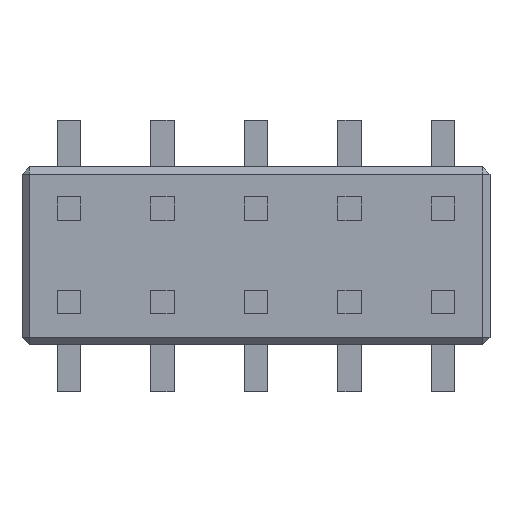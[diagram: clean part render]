
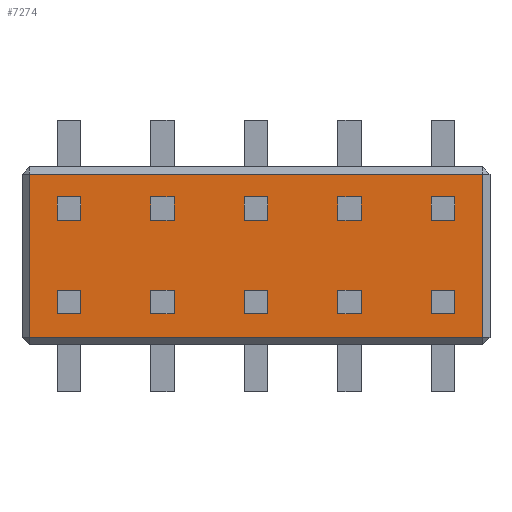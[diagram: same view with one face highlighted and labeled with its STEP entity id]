
A CAD part, top view. The second image highlights one B-rep face of the part: STEP entity #7274.
In plain terms, the highlighted planar face has unit normal (0, 0, 1).
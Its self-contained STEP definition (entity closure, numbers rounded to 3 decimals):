
#6640 = PLANE('',#6641);
#6641 = AXIS2_PLACEMENT_3D('',#6642,#6643,#6644);
#6642 = CARTESIAN_POINT('',(-6.35,2.315,3.71));
#6643 = DIRECTION('',(0.,-0.707,-0.707));
#6644 = DIRECTION('',(1.,0.,0.));
#6877 = VERTEX_POINT('',#6878);
#6878 = CARTESIAN_POINT('',(-6.15,2.215,3.81));
#6901 = VERTEX_POINT('',#6902);
#6902 = CARTESIAN_POINT('',(6.15,2.215,3.81));
#6928 = EDGE_CURVE('',#6877,#6901,#6929,.T.);
#6929 = SURFACE_CURVE('',#6930,(#6934,#6941),.PCURVE_S1.);
#6930 = LINE('',#6931,#6932);
#6931 = CARTESIAN_POINT('',(-6.35,2.215,3.81));
#6932 = VECTOR('',#6933,1.);
#6933 = DIRECTION('',(1.,0.,0.));
#6934 = PCURVE('',#6640,#6935);
#6935 = DEFINITIONAL_REPRESENTATION('',(#6936),#6940);
#6936 = LINE('',#6937,#6938);
#6937 = CARTESIAN_POINT('',(0.,0.141));
#6938 = VECTOR('',#6939,1.);
#6939 = DIRECTION('',(1.,0.));
#6940 = ( GEOMETRIC_REPRESENTATION_CONTEXT(2) 
PARAMETRIC_REPRESENTATION_CONTEXT() REPRESENTATION_CONTEXT('2D SPACE',''
  ) );
#6941 = PCURVE('',#6942,#6947);
#6942 = PLANE('',#6943);
#6943 = AXIS2_PLACEMENT_3D('',#6944,#6945,#6946);
#6944 = CARTESIAN_POINT('',(0.,0.,3.81));
#6945 = DIRECTION('',(-0.,-0.,-1.));
#6946 = DIRECTION('',(-1.,0.,0.));
#6947 = DEFINITIONAL_REPRESENTATION('',(#6948),#6952);
#6948 = LINE('',#6949,#6950);
#6949 = CARTESIAN_POINT('',(6.35,2.215));
#6950 = VECTOR('',#6951,1.);
#6951 = DIRECTION('',(-1.,0.));
#6952 = ( GEOMETRIC_REPRESENTATION_CONTEXT(2) 
PARAMETRIC_REPRESENTATION_CONTEXT() REPRESENTATION_CONTEXT('2D SPACE',''
  ) );
#7079 = PLANE('',#7080);
#7080 = AXIS2_PLACEMENT_3D('',#7081,#7082,#7083);
#7081 = CARTESIAN_POINT('',(-6.25,-2.415,3.71));
#7082 = DIRECTION('',(0.707,0.,-0.707));
#7083 = DIRECTION('',(0.,1.,0.));
#7274 = ADVANCED_FACE('',(#7275),#6942,.F.);
#7275 = FACE_BOUND('',#7276,.F.);
#7276 = EDGE_LOOP('',(#7277,#7278,#7306,#7334));
#7277 = ORIENTED_EDGE('',*,*,#6928,.T.);
#7278 = ORIENTED_EDGE('',*,*,#7279,.T.);
#7279 = EDGE_CURVE('',#6901,#7280,#7282,.T.);
#7280 = VERTEX_POINT('',#7281);
#7281 = CARTESIAN_POINT('',(6.15,-2.215,3.81));
#7282 = SURFACE_CURVE('',#7283,(#7287,#7294),.PCURVE_S1.);
#7283 = LINE('',#7284,#7285);
#7284 = CARTESIAN_POINT('',(6.15,2.415,3.81));
#7285 = VECTOR('',#7286,1.);
#7286 = DIRECTION('',(0.,-1.,0.));
#7287 = PCURVE('',#6942,#7288);
#7288 = DEFINITIONAL_REPRESENTATION('',(#7289),#7293);
#7289 = LINE('',#7290,#7291);
#7290 = CARTESIAN_POINT('',(-6.15,2.415));
#7291 = VECTOR('',#7292,1.);
#7292 = DIRECTION('',(0.,-1.));
#7293 = ( GEOMETRIC_REPRESENTATION_CONTEXT(2) 
PARAMETRIC_REPRESENTATION_CONTEXT() REPRESENTATION_CONTEXT('2D SPACE',''
  ) );
#7294 = PCURVE('',#7295,#7300);
#7295 = PLANE('',#7296);
#7296 = AXIS2_PLACEMENT_3D('',#7297,#7298,#7299);
#7297 = CARTESIAN_POINT('',(6.25,2.415,3.71));
#7298 = DIRECTION('',(-0.707,0.,-0.707));
#7299 = DIRECTION('',(0.,-1.,0.));
#7300 = DEFINITIONAL_REPRESENTATION('',(#7301),#7305);
#7301 = LINE('',#7302,#7303);
#7302 = CARTESIAN_POINT('',(0.,0.141));
#7303 = VECTOR('',#7304,1.);
#7304 = DIRECTION('',(1.,0.));
#7305 = ( GEOMETRIC_REPRESENTATION_CONTEXT(2) 
PARAMETRIC_REPRESENTATION_CONTEXT() REPRESENTATION_CONTEXT('2D SPACE',''
  ) );
#7306 = ORIENTED_EDGE('',*,*,#7307,.T.);
#7307 = EDGE_CURVE('',#7280,#7308,#7310,.T.);
#7308 = VERTEX_POINT('',#7309);
#7309 = CARTESIAN_POINT('',(-6.15,-2.215,3.81));
#7310 = SURFACE_CURVE('',#7311,(#7315,#7322),.PCURVE_S1.);
#7311 = LINE('',#7312,#7313);
#7312 = CARTESIAN_POINT('',(6.35,-2.215,3.81));
#7313 = VECTOR('',#7314,1.);
#7314 = DIRECTION('',(-1.,0.,0.));
#7315 = PCURVE('',#6942,#7316);
#7316 = DEFINITIONAL_REPRESENTATION('',(#7317),#7321);
#7317 = LINE('',#7318,#7319);
#7318 = CARTESIAN_POINT('',(-6.35,-2.215));
#7319 = VECTOR('',#7320,1.);
#7320 = DIRECTION('',(1.,0.));
#7321 = ( GEOMETRIC_REPRESENTATION_CONTEXT(2) 
PARAMETRIC_REPRESENTATION_CONTEXT() REPRESENTATION_CONTEXT('2D SPACE',''
  ) );
#7322 = PCURVE('',#7323,#7328);
#7323 = PLANE('',#7324);
#7324 = AXIS2_PLACEMENT_3D('',#7325,#7326,#7327);
#7325 = CARTESIAN_POINT('',(6.35,-2.315,3.71));
#7326 = DIRECTION('',(0.,0.707,-0.707));
#7327 = DIRECTION('',(-1.,0.,0.));
#7328 = DEFINITIONAL_REPRESENTATION('',(#7329),#7333);
#7329 = LINE('',#7330,#7331);
#7330 = CARTESIAN_POINT('',(0.,0.141));
#7331 = VECTOR('',#7332,1.);
#7332 = DIRECTION('',(1.,0.));
#7333 = ( GEOMETRIC_REPRESENTATION_CONTEXT(2) 
PARAMETRIC_REPRESENTATION_CONTEXT() REPRESENTATION_CONTEXT('2D SPACE',''
  ) );
#7334 = ORIENTED_EDGE('',*,*,#7335,.T.);
#7335 = EDGE_CURVE('',#7308,#6877,#7336,.T.);
#7336 = SURFACE_CURVE('',#7337,(#7341,#7348),.PCURVE_S1.);
#7337 = LINE('',#7338,#7339);
#7338 = CARTESIAN_POINT('',(-6.15,-2.415,3.81));
#7339 = VECTOR('',#7340,1.);
#7340 = DIRECTION('',(0.,1.,0.));
#7341 = PCURVE('',#6942,#7342);
#7342 = DEFINITIONAL_REPRESENTATION('',(#7343),#7347);
#7343 = LINE('',#7344,#7345);
#7344 = CARTESIAN_POINT('',(6.15,-2.415));
#7345 = VECTOR('',#7346,1.);
#7346 = DIRECTION('',(0.,1.));
#7347 = ( GEOMETRIC_REPRESENTATION_CONTEXT(2) 
PARAMETRIC_REPRESENTATION_CONTEXT() REPRESENTATION_CONTEXT('2D SPACE',''
  ) );
#7348 = PCURVE('',#7079,#7349);
#7349 = DEFINITIONAL_REPRESENTATION('',(#7350),#7354);
#7350 = LINE('',#7351,#7352);
#7351 = CARTESIAN_POINT('',(0.,0.141));
#7352 = VECTOR('',#7353,1.);
#7353 = DIRECTION('',(1.,0.));
#7354 = ( GEOMETRIC_REPRESENTATION_CONTEXT(2) 
PARAMETRIC_REPRESENTATION_CONTEXT() REPRESENTATION_CONTEXT('2D SPACE',''
  ) );
